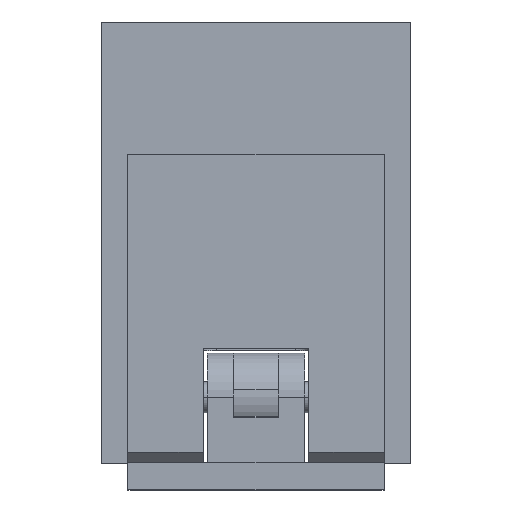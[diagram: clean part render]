
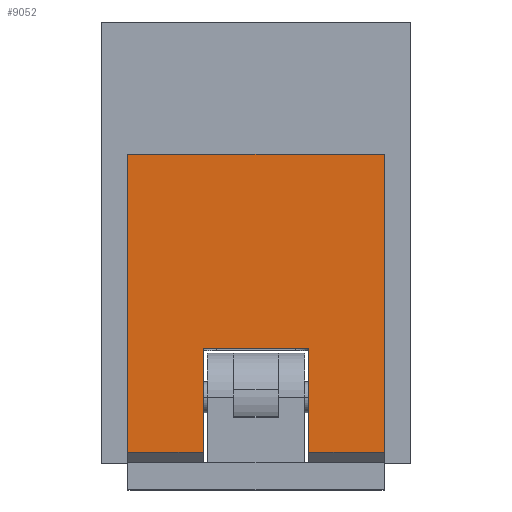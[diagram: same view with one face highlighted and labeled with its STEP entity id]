
A CAD part, left-side view. The second image highlights one B-rep face of the part: STEP entity #9052.
In plain terms, the highlighted face is planar.
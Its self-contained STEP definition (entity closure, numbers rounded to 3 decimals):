
#65 = LINE ( 'NONE', #3791, #9320 ) ;
#153 = ORIENTED_EDGE ( 'NONE', *, *, #5893, .F. ) ;
#485 = DIRECTION ( 'NONE',  ( -1., 0., 0. ) ) ;
#522 = CARTESIAN_POINT ( 'NONE',  ( -29., 35., 0. ) ) ;
#636 = DIRECTION ( 'NONE',  ( 0., -1., 0. ) ) ;
#809 = ORIENTED_EDGE ( 'NONE', *, *, #9187, .T. ) ;
#970 = VECTOR ( 'NONE', #636, 1000. ) ;
#1035 = EDGE_CURVE ( 'NONE', #6752, #10651, #3472, .T. ) ;
#1536 = VECTOR ( 'NONE', #8043, 1000. ) ;
#1644 = VECTOR ( 'NONE', #7554, 1000. ) ;
#2324 = EDGE_CURVE ( 'NONE', #3153, #7082, #9686, .T. ) ;
#2382 = ORIENTED_EDGE ( 'NONE', *, *, #6096, .T. ) ;
#2439 = LINE ( 'NONE', #3444, #1536 ) ;
#2577 = CARTESIAN_POINT ( 'NONE',  ( 12., -32.5, 0. ) ) ;
#2726 = CARTESIAN_POINT ( 'NONE',  ( 0., 0., 0. ) ) ;
#3141 = LINE ( 'NONE', #5878, #1644 ) ;
#3153 = VERTEX_POINT ( 'NONE', #11398 ) ;
#3444 = CARTESIAN_POINT ( 'NONE',  ( 0., -32.5, 0. ) ) ;
#3472 = LINE ( 'NONE', #7055, #4085 ) ;
#3791 = CARTESIAN_POINT ( 'NONE',  ( 29., 35., 0. ) ) ;
#3836 = VERTEX_POINT ( 'NONE', #11750 ) ;
#4040 = DIRECTION ( 'NONE',  ( -1., 0., 0. ) ) ;
#4085 = VECTOR ( 'NONE', #7107, 1000. ) ;
#4159 = CARTESIAN_POINT ( 'NONE',  ( 0., -32.5, 0. ) ) ;
#4170 = VECTOR ( 'NONE', #485, 1000. ) ;
#4318 = VECTOR ( 'NONE', #4040, 1000. ) ;
#4626 = PLANE ( 'NONE',  #8871 ) ;
#4666 = ORIENTED_EDGE ( 'NONE', *, *, #1035, .T. ) ;
#5053 = LINE ( 'NONE', #4159, #4170 ) ;
#5060 = CARTESIAN_POINT ( 'NONE',  ( -29., 35., 0. ) ) ;
#5230 = ORIENTED_EDGE ( 'NONE', *, *, #8876, .F. ) ;
#5409 = CARTESIAN_POINT ( 'NONE',  ( 29., 35., 0. ) ) ;
#5471 = FACE_OUTER_BOUND ( 'NONE', #9637, .T. ) ;
#5515 = EDGE_CURVE ( 'NONE', #7087, #6752, #5053, .T. ) ;
#5674 = EDGE_CURVE ( 'NONE', #6995, #7082, #2439, .T. ) ;
#5878 = CARTESIAN_POINT ( 'NONE',  ( -12., 0., 0. ) ) ;
#5893 = EDGE_CURVE ( 'NONE', #7087, #7770, #65, .T. ) ;
#6004 = ORIENTED_EDGE ( 'NONE', *, *, #5674, .T. ) ;
#6091 = VECTOR ( 'NONE', #8915, 1000. ) ;
#6096 = EDGE_CURVE ( 'NONE', #10651, #3836, #9807, .T. ) ;
#6425 = CARTESIAN_POINT ( 'NONE',  ( -29., -32.5, 0. ) ) ;
#6542 = CARTESIAN_POINT ( 'NONE',  ( 29., -32.5, 0. ) ) ;
#6603 = DIRECTION ( 'NONE',  ( 0., 0., 1. ) ) ;
#6752 = VERTEX_POINT ( 'NONE', #2577 ) ;
#6995 = VERTEX_POINT ( 'NONE', #8282 ) ;
#7055 = CARTESIAN_POINT ( 'NONE',  ( 12., 0., 0. ) ) ;
#7082 = VERTEX_POINT ( 'NONE', #6425 ) ;
#7087 = VERTEX_POINT ( 'NONE', #6542 ) ;
#7107 = DIRECTION ( 'NONE',  ( 0., 1., 0. ) ) ;
#7492 = DIRECTION ( 'NONE',  ( 1., 0., 0. ) ) ;
#7554 = DIRECTION ( 'NONE',  ( 0., -1., 0. ) ) ;
#7770 = VERTEX_POINT ( 'NONE', #5409 ) ;
#8043 = DIRECTION ( 'NONE',  ( -1., 0., 0. ) ) ;
#8282 = CARTESIAN_POINT ( 'NONE',  ( -12., -32.5, 0. ) ) ;
#8637 = CARTESIAN_POINT ( 'NONE',  ( 12., -9., 0. ) ) ;
#8871 = AXIS2_PLACEMENT_3D ( 'NONE', #2726, #6603, #7492 ) ;
#8876 = EDGE_CURVE ( 'NONE', #7770, #3153, #10437, .T. ) ;
#8915 = DIRECTION ( 'NONE',  ( -1., 0., 0. ) ) ;
#8919 = ORIENTED_EDGE ( 'NONE', *, *, #5515, .T. ) ;
#9052 = ADVANCED_FACE ( 'NONE', ( #5471 ), #4626, .F. ) ;
#9187 = EDGE_CURVE ( 'NONE', #3836, #6995, #3141, .T. ) ;
#9320 = VECTOR ( 'NONE', #11078, 1000. ) ;
#9637 = EDGE_LOOP ( 'NONE', ( #809, #6004, #11708, #5230, #153, #8919, #4666, #2382 ) ) ;
#9686 = LINE ( 'NONE', #522, #970 ) ;
#9807 = LINE ( 'NONE', #11662, #6091 ) ;
#10437 = LINE ( 'NONE', #5060, #4318 ) ;
#10651 = VERTEX_POINT ( 'NONE', #8637 ) ;
#11078 = DIRECTION ( 'NONE',  ( 0., 1., 0. ) ) ;
#11398 = CARTESIAN_POINT ( 'NONE',  ( -29., 35., 0. ) ) ;
#11662 = CARTESIAN_POINT ( 'NONE',  ( 0., -9., 0. ) ) ;
#11708 = ORIENTED_EDGE ( 'NONE', *, *, #2324, .F. ) ;
#11750 = CARTESIAN_POINT ( 'NONE',  ( -12., -9., 0. ) ) ;
